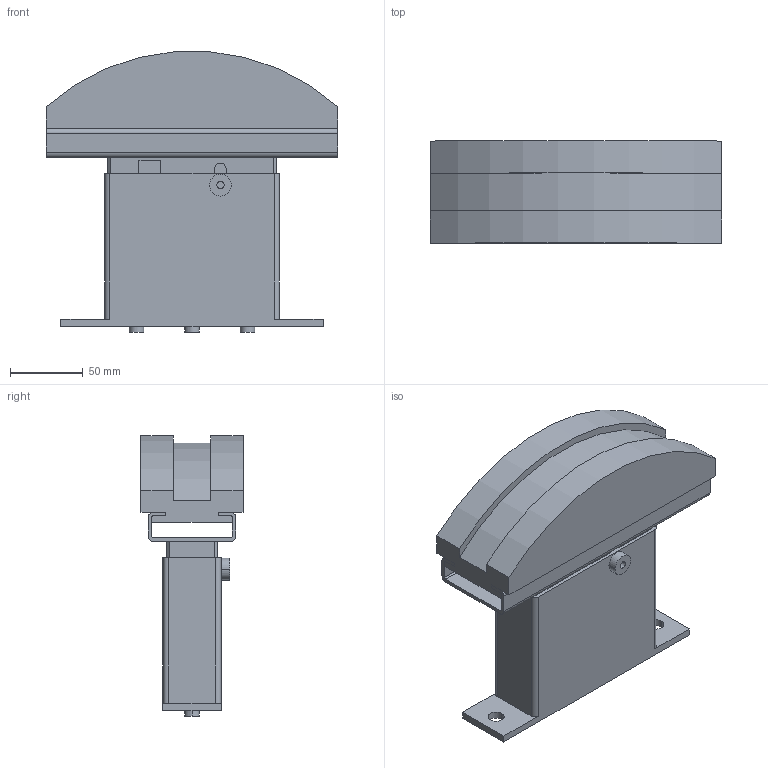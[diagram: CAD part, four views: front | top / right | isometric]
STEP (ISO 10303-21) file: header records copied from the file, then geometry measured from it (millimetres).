
FILE_DESCRIPTION(('STEP AP214'),'1');
FILE_NAME('cctmp_91CCA2ED-C2C6-4C95-A44A-B7F3506B6777_2023_6_22_14_47_29_396..stp','2023-06-22T12:47:29',('Murtfeldt Kunststoffe GmbH & Co.KG'),('CADClick - www.CADClick.com'),'Spatial InterOp 3D',' ','unknown authorization');
FILE_SCHEMA(('AUTOMOTIVE_DESIGN'));
Length unit declared in the file: millimetre
Products named in the file (1): 281020220
Bounding box: 200 x 70 x 192.51 mm (x, y, z)
Volume: 1181778.3 mm3; surface area: 147325.5 mm2
Topology: 1 solids, 1 shells, 109 faces, 322 edges, 212 vertices
Faces by surface type: plane 74, cylinder 35
Entity records: 4558 total; most frequent: CARTESIAN_POINT 644, ORIENTED_EDGE 644, DIRECTION 620, EDGE_CURVE 322, LINE 244, VECTOR 244, VERTEX_POINT 212, AXIS2_PLACEMENT_3D 188
